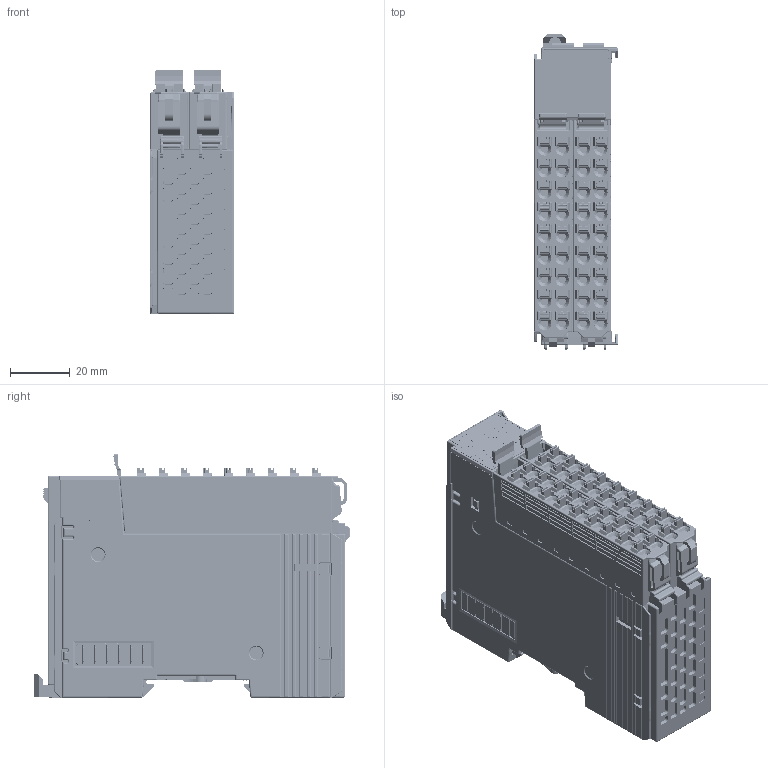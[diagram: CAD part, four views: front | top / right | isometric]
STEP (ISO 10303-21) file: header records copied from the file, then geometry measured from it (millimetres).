
FILE_DESCRIPTION((''),'2;1');
FILE_NAME('32_ASM_1_ASM','2025-04-24T10:37:56',('YUE.WEI'),(''),'CREO PARAMETRIC BY PTC INC, 2018400','CREO PARAMETRIC BY PTC INC, 2018400','');
FILE_SCHEMA(('CONFIG_CONTROL_DESIGN','SHAPE_APPEARANCE_LAYERS_GROUPS'));
Products named in the file (20): 32_ASM_1_1; 32_ASM_1_66; 32_ASM_1_93; 32_ASM_1_94; 32_ASM_1_95; 32_ASM_1_96; 32_ASM_1_97; 32_ASM_1_98; 32_ASM_1_99; 32_ASM_1_113; 32_ASM_1_114; 32_ASM_1_115; 32_ASM_1_116; 32_ASM_1_117; 32_ASM_1_118; 32_ASM_1_119; 32_ASM_1_121; 32_ASM_1_122; OD32-PNP; 32_ASM_1_ASM
Assembly tree (19 placements, depth 2):
  32_ASM_1_ASM
    32_ASM_1_1
    32_ASM_1_66
    32_ASM_1_93
    32_ASM_1_94
    32_ASM_1_95
    32_ASM_1_96
    32_ASM_1_97
    32_ASM_1_98
    32_ASM_1_99
    32_ASM_1_113
    32_ASM_1_114
    32_ASM_1_115
    32_ASM_1_116
    32_ASM_1_117
    32_ASM_1_118
    32_ASM_1_119
    32_ASM_1_121
    32_ASM_1_122
    OD32-PNP
Bounding box: 28.2 x 106 x 82.09 mm (x, y, z)
Volume: 48461.8 mm3; surface area: 89728.2 mm2
Topology: 19 solids, 127 shells, 12529 faces, 34948 edges, 22587 vertices
Faces by surface type: plane 7327, cylinder 3118, sphere 820, cone 540, bspline 521, torus 163, extrusion 31, revolution 9
Entity records: 532545 total; most frequent: CARTESIAN_POINT 126963, ORIENTED_EDGE 68764, DIRECTION 60972, EDGE_CURVE 34665, PRESENTATION_STYLE_ASSIGNMENT 27913, STYLED_ITEM 27783, CURVE_STYLE 27493, VECTOR 23023
